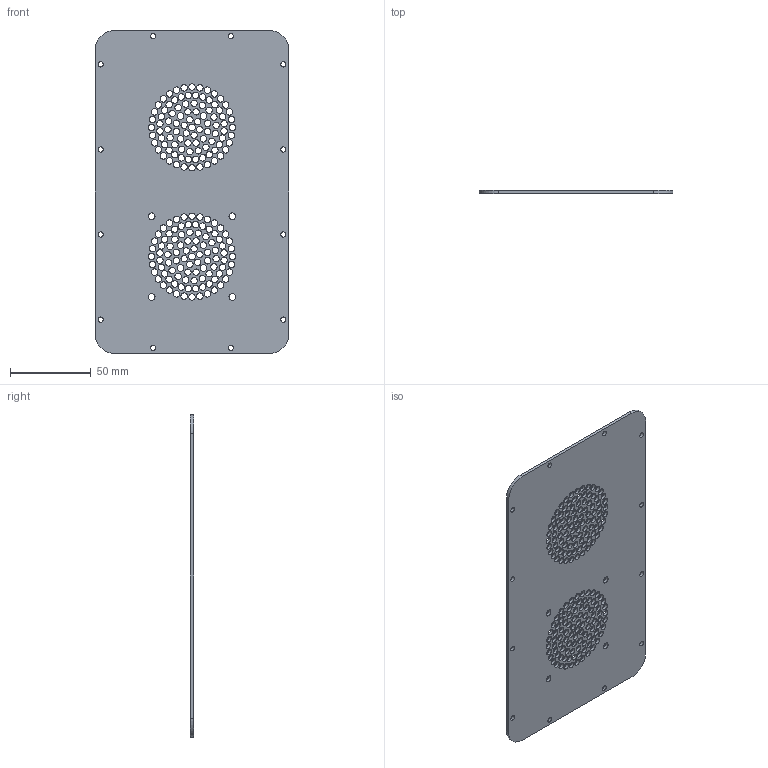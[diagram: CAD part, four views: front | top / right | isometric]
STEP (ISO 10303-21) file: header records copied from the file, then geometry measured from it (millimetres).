
FILE_DESCRIPTION(/* description */ (''),/* implementation_level */ '2;1');
FILE_NAME(/* name */ 'Lid box PA module.stp',/* time_stamp */ '2025-03-13T18:18:46+01:00',/* author */ ('Carsten Grøn'),/* organization */ (''),/* preprocessor_version */ 'ST-DEVELOPER v18',/* originating_system */ 'Autodesk Inventor 2020',/* authorisation */ '');
FILE_SCHEMA (('CONFIG_CONTROL_DESIGN'));
Length unit declared in the file: millimetre
Products named in the file (1): Lid box PA module
Bounding box: 120 x 2 x 200 mm (x, y, z)
Volume: 42573.2 mm3; surface area: 49034.6 mm2
Topology: 1 solids, 1 shells, 220 faces, 852 edges, 634 vertices
Faces by surface type: cylinder 214, plane 6
Full cylindrical faces by diameter (mm): 3.2 x12, 4 x194, 4.2 x4
Entity records: 10507 total; most frequent: DIRECTION 1920, CARTESIAN_POINT 1707, ORIENTED_EDGE 1704, EDGE_CURVE 852, AXIS2_PLACEMENT_3D 847, EDGE_LOOP 640, VERTEX_POINT 634, CIRCLE 626
